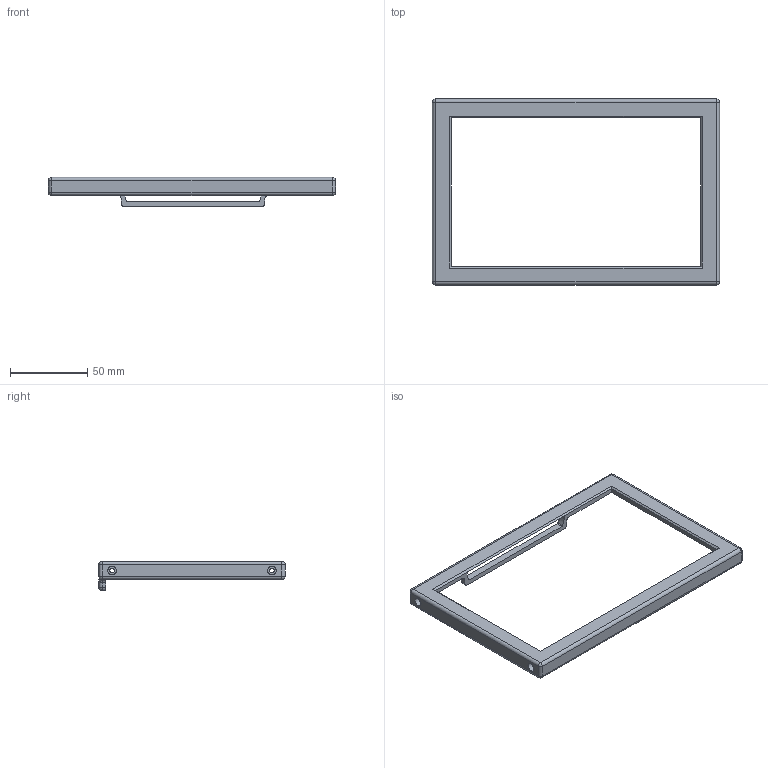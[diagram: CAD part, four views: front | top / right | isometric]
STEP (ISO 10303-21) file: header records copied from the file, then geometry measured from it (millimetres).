
FILE_DESCRIPTION(/* description */ (''),/* implementation_level */ '2;1');
FILE_NAME(/* name */ 'up cover.step',/* time_stamp */ '2021-05-30T12:41:57+02:00',/* author */ (''),/* organization */ (''),/* preprocessor_version */ 'ST-DEVELOPER v18.1',/* originating_system */ 'Autodesk Translation Framework v10.6.0.1341',/* authorisation */ '');
FILE_SCHEMA (('AUTOMOTIVE_DESIGN { 1 0 10303 214 3 1 1 }'));
Length unit declared in the file: millimetre
Products named in the file (1): Fly Mellow 4.5"
Bounding box: 185.69 x 120.39 x 18.91 mm (x, y, z)
Volume: 30751 mm3; surface area: 26106.9 mm2
Topology: 1 solids, 1 shells, 93 faces, 212 edges, 122 vertices
Faces by surface type: cylinder 35, plane 26, bspline 18, sphere 10, torus 4
Full cylindrical faces by diameter (mm): 2.9 x4, 5.55 x4
Entity records: 3115 total; most frequent: CARTESIAN_POINT 990, ORIENTED_EDGE 420, DIRECTION 418, EDGE_CURVE 210, AXIS2_PLACEMENT_3D 164, VERTEX_POINT 122, EDGE_LOOP 108, FACE_OUTER_BOUND 93
